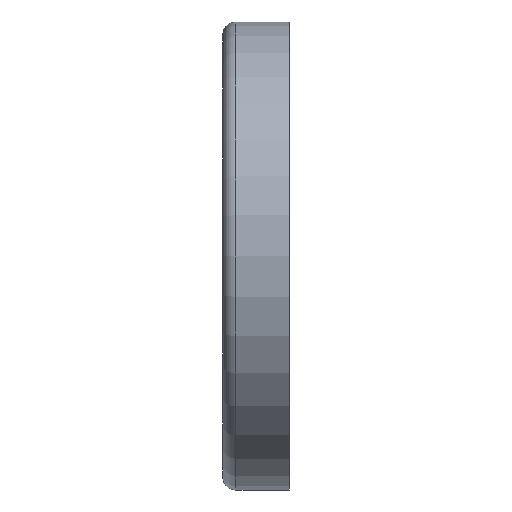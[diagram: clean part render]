
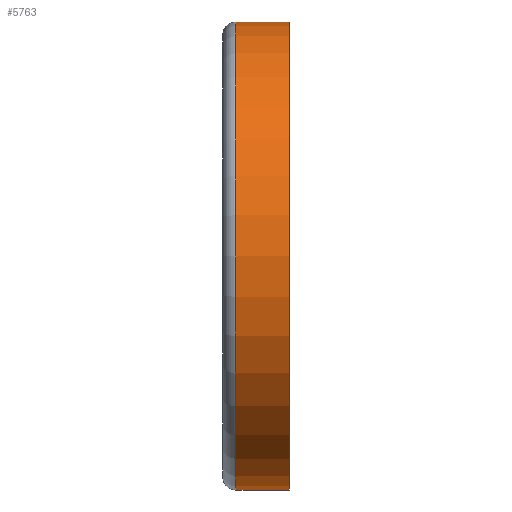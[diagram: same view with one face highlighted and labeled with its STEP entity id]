
A CAD part, left-side view. The second image highlights one B-rep face of the part: STEP entity #5763.
In plain terms, the highlighted cylindrical face has radius 52.5 mm (diameter 105 mm), a partial arc.
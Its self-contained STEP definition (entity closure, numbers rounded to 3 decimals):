
#73 = DIRECTION ( 'NONE',  ( 0., 0., -1. ) ) ;
#202 = FACE_OUTER_BOUND ( 'NONE', #16199, .T. ) ;
#218 = EDGE_CURVE ( 'NONE', #12535, #7067, #8531, .T. ) ;
#1557 = CARTESIAN_POINT ( 'NONE',  ( 0., 12., -52.5 ) ) ;
#1747 = ORIENTED_EDGE ( 'NONE', *, *, #15815, .F. ) ;
#1829 = CARTESIAN_POINT ( 'NONE',  ( 0., 0., 0. ) ) ;
#2434 = CARTESIAN_POINT ( 'NONE',  ( 0., 0., 52.5 ) ) ;
#2534 = ORIENTED_EDGE ( 'NONE', *, *, #5781, .F. ) ;
#2897 = CARTESIAN_POINT ( 'NONE',  ( 0., 12., 0. ) ) ;
#3075 = DIRECTION ( 'NONE',  ( 0., -1., 0. ) ) ;
#3777 = EDGE_CURVE ( 'NONE', #7067, #16618, #5821, .T. ) ;
#4469 = DIRECTION ( 'NONE',  ( 0., -1., 0. ) ) ;
#5763 = ADVANCED_FACE ( 'NONE', ( #202 ), #15850, .T. ) ;
#5781 = EDGE_CURVE ( 'NONE', #7060, #16618, #11945, .T. ) ;
#5821 = LINE ( 'NONE', #9650, #14048 ) ;
#6746 = DIRECTION ( 'NONE',  ( 0., -1., 0. ) ) ;
#7060 = VERTEX_POINT ( 'NONE', #2434 ) ;
#7067 = VERTEX_POINT ( 'NONE', #1557 ) ;
#7123 = DIRECTION ( 'NONE',  ( 0., -1., 0. ) ) ;
#7899 = ORIENTED_EDGE ( 'NONE', *, *, #3777, .T. ) ;
#8107 = CARTESIAN_POINT ( 'NONE',  ( 0., 0., 52.5 ) ) ;
#8531 = CIRCLE ( 'NONE', #14483, 52.5 ) ;
#9489 = DIRECTION ( 'NONE',  ( 0., 0., -1. ) ) ;
#9528 = LINE ( 'NONE', #8107, #16569 ) ;
#9650 = CARTESIAN_POINT ( 'NONE',  ( 0., 0., -52.5 ) ) ;
#10317 = CARTESIAN_POINT ( 'NONE',  ( 0., 12., 52.5 ) ) ;
#10968 = DIRECTION ( 'NONE',  ( 0., 0., -1. ) ) ;
#11439 = AXIS2_PLACEMENT_3D ( 'NONE', #16258, #4469, #10968 ) ;
#11945 = CIRCLE ( 'NONE', #11439, 52.5 ) ;
#12535 = VERTEX_POINT ( 'NONE', #10317 ) ;
#14048 = VECTOR ( 'NONE', #3075, 1000. ) ;
#14154 = CARTESIAN_POINT ( 'NONE',  ( 0., 0., -52.5 ) ) ;
#14273 = ORIENTED_EDGE ( 'NONE', *, *, #218, .T. ) ;
#14483 = AXIS2_PLACEMENT_3D ( 'NONE', #2897, #14508, #73 ) ;
#14508 = DIRECTION ( 'NONE',  ( 0., -1., 0. ) ) ;
#15815 = EDGE_CURVE ( 'NONE', #12535, #7060, #9528, .T. ) ;
#15850 = CYLINDRICAL_SURFACE ( 'NONE', #16505, 52.5 ) ;
#16199 = EDGE_LOOP ( 'NONE', ( #1747, #14273, #7899, #2534 ) ) ;
#16258 = CARTESIAN_POINT ( 'NONE',  ( 0., 0., 0. ) ) ;
#16505 = AXIS2_PLACEMENT_3D ( 'NONE', #1829, #7123, #9489 ) ;
#16569 = VECTOR ( 'NONE', #6746, 1000. ) ;
#16618 = VERTEX_POINT ( 'NONE', #14154 ) ;
